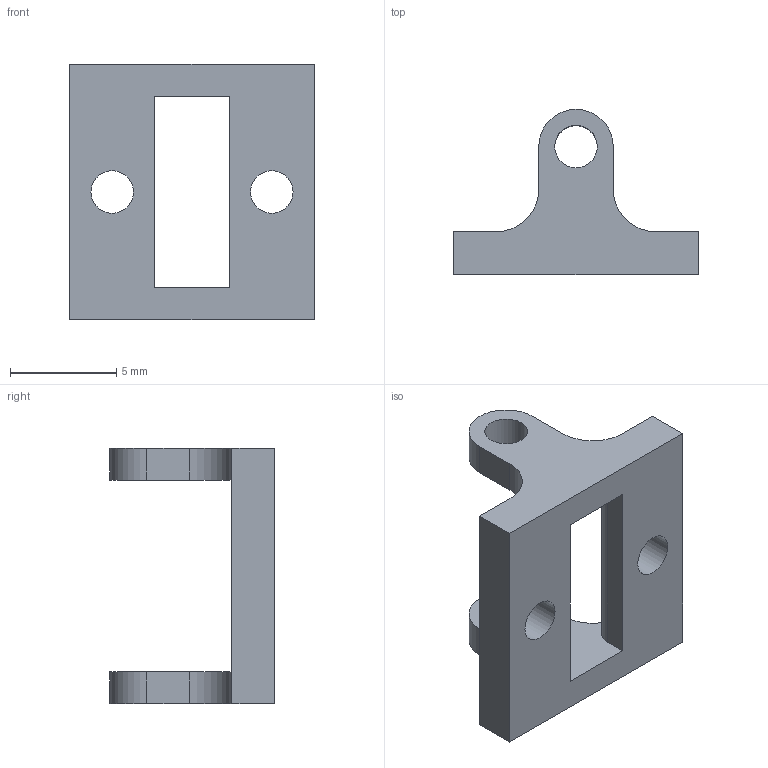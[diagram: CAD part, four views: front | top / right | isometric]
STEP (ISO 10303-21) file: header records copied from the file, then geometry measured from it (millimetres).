
FILE_DESCRIPTION(/* description */ (''),/* implementation_level */ '2;1');
FILE_NAME(/* name */ 'Soporte_Bomba.stp',/* time_stamp */ '2020-11-04T14:12:52-06:00',/* author */ ('aaron'),/* organization */ (''),/* preprocessor_version */ 'ST-DEVELOPER v18',/* originating_system */ 'Autodesk Inventor 2020',/* authorisation */ '');
FILE_SCHEMA (('AUTOMOTIVE_DESIGN { 1 0 10303 214 3 1 1 }'));
Length unit declared in the file: millimetre
Products named in the file (1): Soporte_Bomba
Bounding box: 11.5 x 7.75 x 12 mm (x, y, z)
Volume: 248.7 mm3; surface area: 475.9 mm2
Topology: 1 solids, 1 shells, 27 faces, 81 edges, 53 vertices
Faces by surface type: plane 15, cylinder 12
Full cylindrical faces by diameter (mm): 2 x4
Entity records: 977 total; most frequent: ORIENTED_EDGE 162, DIRECTION 162, CARTESIAN_POINT 162, EDGE_CURVE 81, LINE 56, VECTOR 56, VERTEX_POINT 53, AXIS2_PLACEMENT_3D 53
